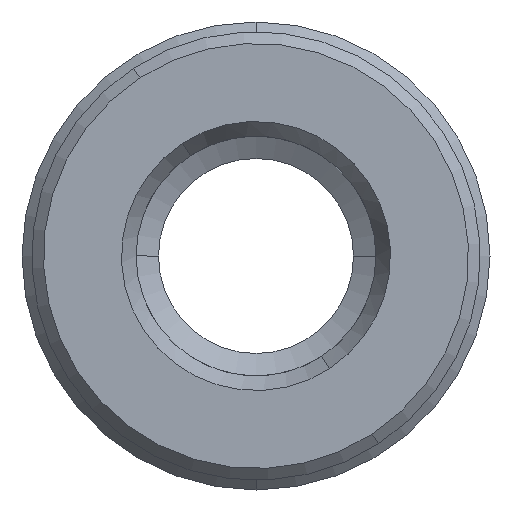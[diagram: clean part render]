
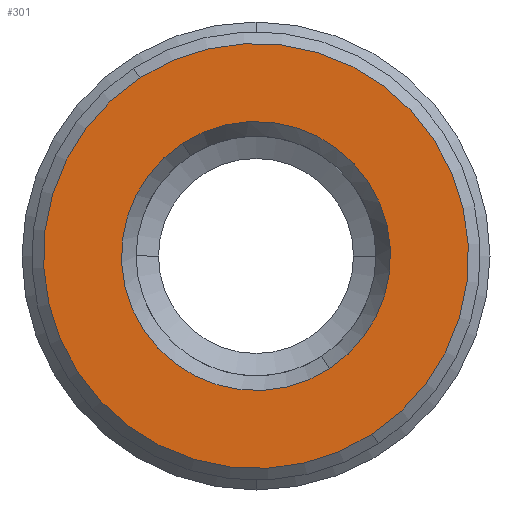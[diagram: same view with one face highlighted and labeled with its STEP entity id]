
A CAD part, front view. The second image highlights one B-rep face of the part: STEP entity #301.
In plain terms, the highlighted planar face has unit normal (0, -1, 0).
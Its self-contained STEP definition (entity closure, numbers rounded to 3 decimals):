
#22 = VERTEX_POINT ( 'NONE', #432 ) ;
#56 = VERTEX_POINT ( 'NONE', #531 ) ;
#60 = VERTEX_POINT ( 'NONE', #528 ) ;
#77 = VERTEX_POINT ( 'NONE', #539 ) ;
#92 = EDGE_CURVE ( 'NONE', #56, #60, #560, .T. ) ;
#98 = EDGE_CURVE ( 'NONE', #77, #22, #623, .T. ) ;
#272 = ORIENTED_EDGE ( 'NONE', *, *, #98, .F. ) ;
#275 = EDGE_LOOP ( 'NONE', ( #298, #311 ) ) ;
#286 = EDGE_CURVE ( 'NONE', #22, #77, #948, .T. ) ;
#293 = EDGE_CURVE ( 'NONE', #60, #56, #888, .T. ) ;
#298 = ORIENTED_EDGE ( 'NONE', *, *, #92, .T. ) ;
#301 = ADVANCED_FACE ( 'NONE', ( #955, #954 ), #945, .T. ) ;
#303 = ORIENTED_EDGE ( 'NONE', *, *, #286, .F. ) ;
#304 = EDGE_LOOP ( 'NONE', ( #272, #303 ) ) ;
#311 = ORIENTED_EDGE ( 'NONE', *, *, #293, .T. ) ;
#432 = CARTESIAN_POINT ( 'NONE',  ( -2.981, -17., 4.563 ) ) ;
#528 = CARTESIAN_POINT ( 'NONE',  ( 1.887, -17., -2.888 ) ) ;
#531 = CARTESIAN_POINT ( 'NONE',  ( -1.887, -17., 2.888 ) ) ;
#539 = CARTESIAN_POINT ( 'NONE',  ( 2.981, -17., -4.563 ) ) ;
#558 = DIRECTION ( 'NONE',  ( 0., 1., 0. ) ) ;
#559 = AXIS2_PLACEMENT_3D ( 'NONE', #563, #558, #578 ) ;
#560 = CIRCLE ( 'NONE', #559, 3.45 ) ;
#563 = CARTESIAN_POINT ( 'NONE',  ( 0., -17., 0. ) ) ;
#578 = DIRECTION ( 'NONE',  ( 0.547, 0., -0.837 ) ) ;
#623 = CIRCLE ( 'NONE', #639, 5.45 ) ;
#630 = DIRECTION ( 'NONE',  ( 0., 1., 0. ) ) ;
#631 = CARTESIAN_POINT ( 'NONE',  ( 0., -17., 0. ) ) ;
#638 = DIRECTION ( 'NONE',  ( 0.547, 0., -0.837 ) ) ;
#639 = AXIS2_PLACEMENT_3D ( 'NONE', #631, #630, #638 ) ;
#862 = AXIS2_PLACEMENT_3D ( 'NONE', #951, #950, #949 ) ;
#867 = CARTESIAN_POINT ( 'NONE',  ( 0., -17., 0. ) ) ;
#873 = DIRECTION ( 'NONE',  ( 0., 1., 0. ) ) ;
#883 = DIRECTION ( 'NONE',  ( 0.547, 0., -0.837 ) ) ;
#887 = AXIS2_PLACEMENT_3D ( 'NONE', #953, #873, #937 ) ;
#888 = CIRCLE ( 'NONE', #887, 3.45 ) ;
#937 = DIRECTION ( 'NONE',  ( 0.547, 0., -0.837 ) ) ;
#945 = PLANE ( 'NONE',  #862 ) ;
#948 = CIRCLE ( 'NONE', #964, 5.45 ) ;
#949 = DIRECTION ( 'NONE',  ( -0.547, 0., 0.837 ) ) ;
#950 = DIRECTION ( 'NONE',  ( 0., -1., 0. ) ) ;
#951 = CARTESIAN_POINT ( 'NONE',  ( -4.563, -17., -2.981 ) ) ;
#953 = CARTESIAN_POINT ( 'NONE',  ( 0., -17., 0. ) ) ;
#954 = FACE_OUTER_BOUND ( 'NONE', #304, .T. ) ;
#955 = FACE_BOUND ( 'NONE', #275, .T. ) ;
#964 = AXIS2_PLACEMENT_3D ( 'NONE', #867, #968, #883 ) ;
#968 = DIRECTION ( 'NONE',  ( 0., 1., 0. ) ) ;
